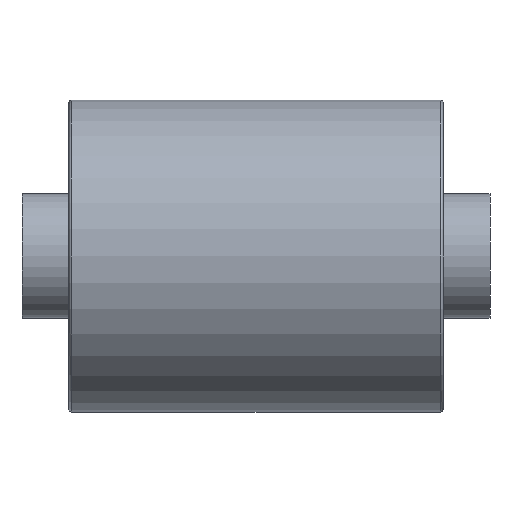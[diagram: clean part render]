
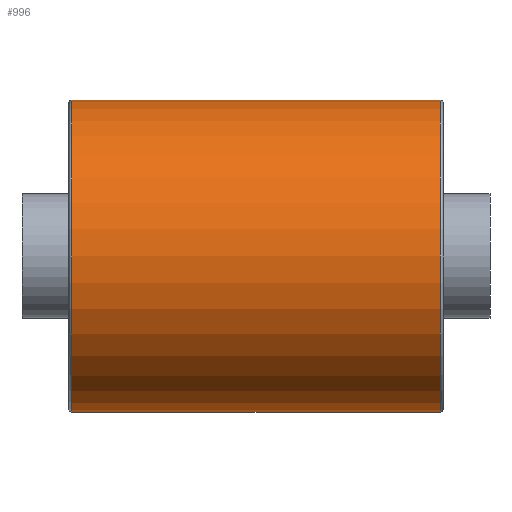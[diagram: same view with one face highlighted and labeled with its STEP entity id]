
A CAD part, front view. The second image highlights one B-rep face of the part: STEP entity #996.
In plain terms, the highlighted cylindrical face has radius 25 mm (diameter 50 mm), a partial arc.
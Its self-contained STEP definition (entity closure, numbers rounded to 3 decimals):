
#13 = ORIENTED_EDGE ( 'NONE', *, *, #306, .T. ) ;
#76 = DIRECTION ( 'NONE',  ( 1., 0., 0. ) ) ;
#83 = LINE ( 'NONE', #591, #484 ) ;
#117 = CARTESIAN_POINT ( 'NONE',  ( 60., 25., 25. ) ) ;
#122 = EDGE_CURVE ( 'NONE', #440, #891, #1247, .T. ) ;
#125 = FACE_OUTER_BOUND ( 'NONE', #602, .T. ) ;
#159 = CIRCLE ( 'NONE', #539, 25. ) ;
#220 = CARTESIAN_POINT ( 'NONE',  ( 60., 25., 0. ) ) ;
#284 = EDGE_CURVE ( 'NONE', #891, #491, #159, .T. ) ;
#306 = EDGE_CURVE ( 'NONE', #1148, #440, #378, .T. ) ;
#335 = EDGE_CURVE ( 'NONE', #1148, #491, #83, .T. ) ;
#378 = CIRCLE ( 'NONE', #1220, 25. ) ;
#440 = VERTEX_POINT ( 'NONE', #455 ) ;
#455 = CARTESIAN_POINT ( 'NONE',  ( 59.5, 25., 25. ) ) ;
#484 = VECTOR ( 'NONE', #1110, 1000. ) ;
#491 = VERTEX_POINT ( 'NONE', #618 ) ;
#496 = DIRECTION ( 'NONE',  ( 0., 0., -1. ) ) ;
#539 = AXIS2_PLACEMENT_3D ( 'NONE', #1009, #76, #496 ) ;
#591 = CARTESIAN_POINT ( 'NONE',  ( 60., 25., -25. ) ) ;
#602 = EDGE_LOOP ( 'NONE', ( #893, #13, #643, #935 ) ) ;
#618 = CARTESIAN_POINT ( 'NONE',  ( 0.5, 25., -25. ) ) ;
#623 = DIRECTION ( 'NONE',  ( 0., 0., 1. ) ) ;
#633 = CARTESIAN_POINT ( 'NONE',  ( 59.5, 25., -25. ) ) ;
#639 = AXIS2_PLACEMENT_3D ( 'NONE', #220, #803, #623 ) ;
#643 = ORIENTED_EDGE ( 'NONE', *, *, #122, .T. ) ;
#708 = DIRECTION ( 'NONE',  ( -1., 0., 0. ) ) ;
#726 = DIRECTION ( 'NONE',  ( -1., 0., 0. ) ) ;
#786 = DIRECTION ( 'NONE',  ( 0., 0., -1. ) ) ;
#803 = DIRECTION ( 'NONE',  ( -1., 0., 0. ) ) ;
#891 = VERTEX_POINT ( 'NONE', #1198 ) ;
#893 = ORIENTED_EDGE ( 'NONE', *, *, #335, .F. ) ;
#926 = VECTOR ( 'NONE', #726, 1000. ) ;
#935 = ORIENTED_EDGE ( 'NONE', *, *, #284, .T. ) ;
#996 = ADVANCED_FACE ( 'NONE', ( #125 ), #1185, .T. ) ;
#1009 = CARTESIAN_POINT ( 'NONE',  ( 0.5, 25., 0. ) ) ;
#1102 = CARTESIAN_POINT ( 'NONE',  ( 59.5, 25., 0. ) ) ;
#1110 = DIRECTION ( 'NONE',  ( -1., 0., 0. ) ) ;
#1148 = VERTEX_POINT ( 'NONE', #633 ) ;
#1185 = CYLINDRICAL_SURFACE ( 'NONE', #639, 25. ) ;
#1198 = CARTESIAN_POINT ( 'NONE',  ( 0.5, 25., 25. ) ) ;
#1220 = AXIS2_PLACEMENT_3D ( 'NONE', #1102, #708, #786 ) ;
#1247 = LINE ( 'NONE', #117, #926 ) ;
